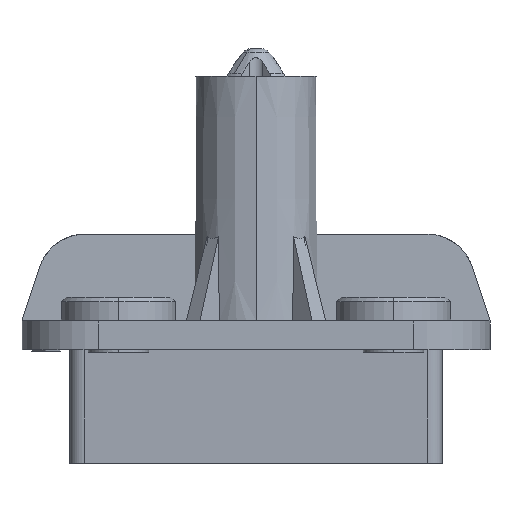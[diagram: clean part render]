
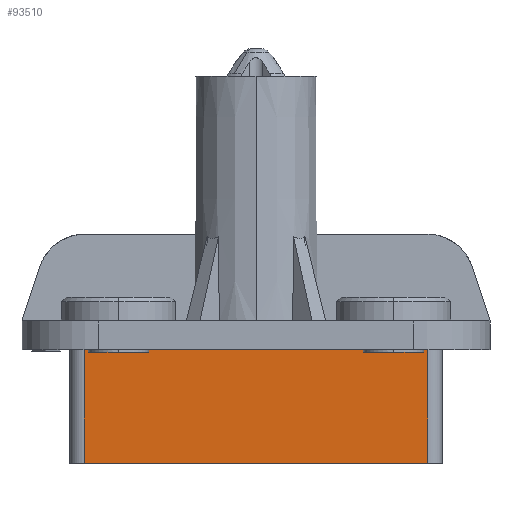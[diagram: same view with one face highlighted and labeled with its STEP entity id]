
A CAD part, left-side view. The second image highlights one B-rep face of the part: STEP entity #93510.
In plain terms, the highlighted planar face has unit normal (-1, 0, -0.026).
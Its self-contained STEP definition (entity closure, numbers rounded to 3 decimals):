
#14270=CARTESIAN_POINT('',(42.107,27.955,-31.7));
#14280=VERTEX_POINT('',#14270);
#14310=CARTESIAN_POINT('',(42.107,45.955,-31.7));
#14320=DIRECTION('',(0.,1.,0.));
#14330=VECTOR('',#14320,1.);
#14340=LINE('',#14310,#14330);
#14350=CARTESIAN_POINT('',(42.107,63.955,
-31.7));
#14360=VERTEX_POINT('',#14350);
#14370=EDGE_CURVE('',#14280,#14360,#14340,.T.);
#87700=CARTESIAN_POINT('',(42.418,63.955,
-43.6));
#87710=VERTEX_POINT('',#87700);
#87740=CARTESIAN_POINT('',(42.418,45.955,
-43.6));
#87750=DIRECTION('',(0.,-1.,0.));
#87760=VECTOR('',#87750,1.);
#87770=LINE('',#87740,#87760);
#87780=CARTESIAN_POINT('',(42.418,27.955,
-43.6));
#87790=VERTEX_POINT('',#87780);
#87800=EDGE_CURVE('',#87710,#87790,#87770,.T.);
#93300=CARTESIAN_POINT('',(42.107,45.955,-31.7));
#93310=DIRECTION('',(-1.,0.,
-0.026));
#93320=DIRECTION('',(0.,-1.,0.));
#93330=AXIS2_PLACEMENT_3D('',#93300,#93310,#93320);
#93340=PLANE('',#93330);
#93350=CARTESIAN_POINT('',(42.328,63.955,
-40.139));
#93360=DIRECTION('',(-0.026,0.,
1.));
#93370=VECTOR('',#93360,1.);
#93380=LINE('',#93350,#93370);
#93390=EDGE_CURVE('',#87710,#14360,#93380,.T.);
#93400=ORIENTED_EDGE('',*,*,#93390,.F.);
#93410=ORIENTED_EDGE('',*,*,#14370,.T.);
#93420=CARTESIAN_POINT('',(42.328,27.955,
-40.139));
#93430=DIRECTION('',(-0.026,0.,
1.));
#93440=VECTOR('',#93430,1.);
#93450=LINE('',#93420,#93440);
#93460=EDGE_CURVE('',#87790,#14280,#93450,.T.);
#93470=ORIENTED_EDGE('',*,*,#93460,.T.);
#93480=ORIENTED_EDGE('',*,*,#87800,.T.);
#93490=EDGE_LOOP('',(#93480,#93470,#93410,#93400));
#93500=FACE_OUTER_BOUND('',#93490,.T.);
#93510=ADVANCED_FACE('',(#93500),#93340,.T.);
